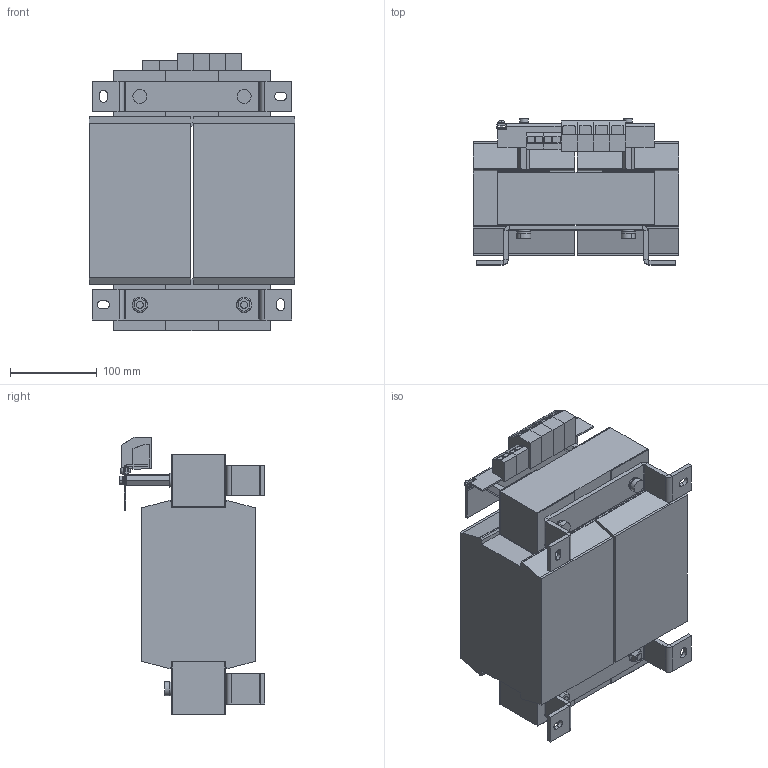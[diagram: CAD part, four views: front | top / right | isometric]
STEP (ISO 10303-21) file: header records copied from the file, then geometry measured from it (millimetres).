
FILE_DESCRIPTION (( 'STEP AP214' ), '1' );
FILE_NAME ('738988.STEP', '2023-08-22T12:42:18', ( '' ), ( '' ), 'SwSTEP 2.0', 'SolidWorks 2018', '' );
FILE_SCHEMA (( 'AUTOMOTIVE_DESIGN' ));
Length unit declared in the file: millimetre
Products named in the file (1): 738988
Bounding box: 237 x 167.9 x 319.78 mm (x, y, z)
Volume: 7230139.6 mm3; surface area: 402607 mm2
Topology: 1 solids, 1 shells, 686 faces, 1777 edges, 1084 vertices
Faces by surface type: plane 500, cylinder 122, bspline 44, cone 14, torus 6
Entity records: 21391 total; most frequent: CARTESIAN_POINT 5128, ORIENTED_EDGE 3462, DIRECTION 3165, EDGE_CURVE 1731, VECTOR 1255, LINE 1255, VERTEX_POINT 1084, AXIS2_PLACEMENT_3D 955
